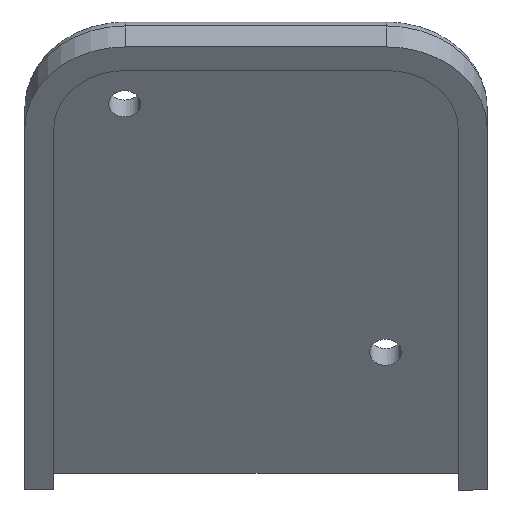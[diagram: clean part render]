
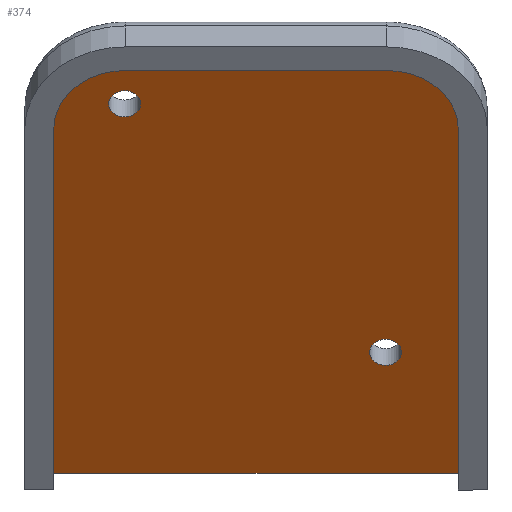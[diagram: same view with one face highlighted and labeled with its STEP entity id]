
A CAD part, isometric view. The second image highlights one B-rep face of the part: STEP entity #374.
In plain terms, the highlighted planar face has unit normal (-0.707, -0.707, 0).
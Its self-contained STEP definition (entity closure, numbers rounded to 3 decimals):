
#15=FACE_BOUND('',#62,.T.);
#16=FACE_BOUND('',#63,.T.);
#21=PLANE('',#421);
#40=FACE_OUTER_BOUND('',#61,.T.);
#61=EDGE_LOOP('',(#286,#287,#288,#289,#290,#291));
#62=EDGE_LOOP('',(#292));
#63=EDGE_LOOP('',(#293));
#90=LINE('',#613,#123);
#91=LINE('',#617,#124);
#92=LINE('',#621,#125);
#93=LINE('',#622,#126);
#123=VECTOR('',#500,10.);
#124=VECTOR('',#503,10.);
#125=VECTOR('',#506,10.);
#126=VECTOR('',#507,10.);
#155=CIRCLE('',#422,4.94);
#156=CIRCLE('',#423,4.94);
#157=CIRCLE('',#424,1.1);
#158=CIRCLE('',#425,1.1);
#180=VERTEX_POINT('',#611);
#181=VERTEX_POINT('',#612);
#182=VERTEX_POINT('',#614);
#183=VERTEX_POINT('',#616);
#184=VERTEX_POINT('',#618);
#185=VERTEX_POINT('',#620);
#186=VERTEX_POINT('',#623);
#187=VERTEX_POINT('',#625);
#222=EDGE_CURVE('',#180,#181,#90,.T.);
#223=EDGE_CURVE('',#181,#182,#155,.T.);
#224=EDGE_CURVE('',#182,#183,#91,.T.);
#225=EDGE_CURVE('',#183,#184,#156,.T.);
#226=EDGE_CURVE('',#184,#185,#92,.T.);
#227=EDGE_CURVE('',#185,#180,#93,.T.);
#228=EDGE_CURVE('',#186,#186,#157,.T.);
#229=EDGE_CURVE('',#187,#187,#158,.T.);
#286=ORIENTED_EDGE('',*,*,#222,.T.);
#287=ORIENTED_EDGE('',*,*,#223,.T.);
#288=ORIENTED_EDGE('',*,*,#224,.T.);
#289=ORIENTED_EDGE('',*,*,#225,.T.);
#290=ORIENTED_EDGE('',*,*,#226,.T.);
#291=ORIENTED_EDGE('',*,*,#227,.T.);
#292=ORIENTED_EDGE('',*,*,#228,.T.);
#293=ORIENTED_EDGE('',*,*,#229,.T.);
#374=ADVANCED_FACE('',(#40,#15,#16),#21,.F.);
#421=AXIS2_PLACEMENT_3D('',#610,#498,#499);
#422=AXIS2_PLACEMENT_3D('',#615,#501,#502);
#423=AXIS2_PLACEMENT_3D('',#619,#504,#505);
#424=AXIS2_PLACEMENT_3D('',#624,#508,#509);
#425=AXIS2_PLACEMENT_3D('',#626,#510,#511);
#498=DIRECTION('center_axis',(0.707,0.707,0.));
#499=DIRECTION('ref_axis',(0.,0.,-1.));
#500=DIRECTION('',(0.,0.,1.));
#501=DIRECTION('center_axis',(-0.707,-0.707,0.));
#502=DIRECTION('ref_axis',(0.,0.,1.));
#503=DIRECTION('',(-0.707,0.707,0.));
#504=DIRECTION('center_axis',(-0.707,-0.707,0.));
#505=DIRECTION('ref_axis',(-0.707,0.707,0.));
#506=DIRECTION('',(0.,0.,-1.));
#507=DIRECTION('',(0.707,-0.707,0.));
#508=DIRECTION('center_axis',(0.707,0.707,0.));
#509=DIRECTION('ref_axis',(0.,0.,
1.));
#510=DIRECTION('center_axis',(0.707,0.707,0.));
#511=DIRECTION('ref_axis',(0.,0.,
1.));
#610=CARTESIAN_POINT('Origin',(21.198,21.229,-2.291));
#611=CARTESIAN_POINT('',(31.058,11.368,-21.));
#612=CARTESIAN_POINT('',(31.058,11.368,9.477));
#613=CARTESIAN_POINT('',(31.058,11.368,-11.646));
#614=CARTESIAN_POINT('',(27.565,14.861,14.417));
#615=CARTESIAN_POINT('Origin',(27.565,14.861,9.477));
#616=CARTESIAN_POINT('',(14.83,27.596,14.417));
#617=CARTESIAN_POINT('',(24.381,18.045,14.417));
#618=CARTESIAN_POINT('',(11.337,31.09,9.477));
#619=CARTESIAN_POINT('Origin',(14.83,27.596,9.477));
#620=CARTESIAN_POINT('',(11.337,31.09,-21.));
#621=CARTESIAN_POINT('',(11.337,31.09,3.593));
#622=CARTESIAN_POINT('',(26.835,15.591,-21.));
#623=CARTESIAN_POINT('',(14.796,27.631,9.097));
#624=CARTESIAN_POINT('Origin',(14.796,27.631,10.197));
#625=CARTESIAN_POINT('',(27.516,14.91,-11.893));
#626=CARTESIAN_POINT('Origin',(27.516,14.91,-10.793));
